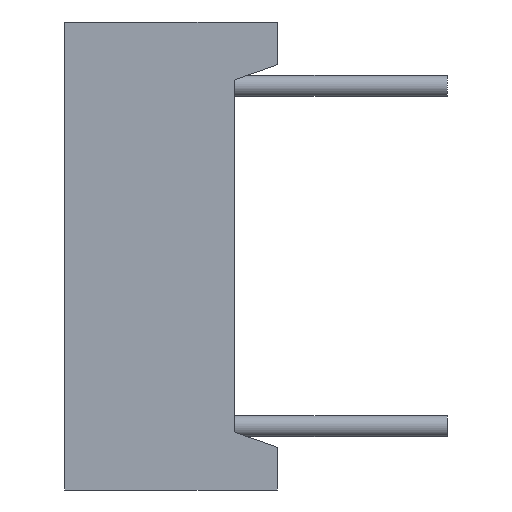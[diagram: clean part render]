
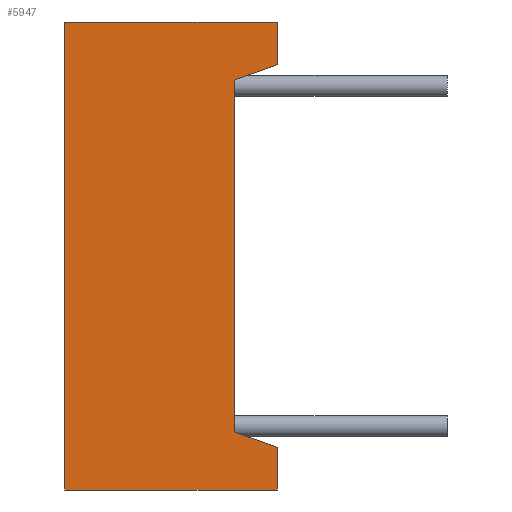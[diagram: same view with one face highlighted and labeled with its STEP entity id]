
A CAD part, left-side view. The second image highlights one B-rep face of the part: STEP entity #5947.
In plain terms, the highlighted planar face has unit normal (-1, 0, 0).
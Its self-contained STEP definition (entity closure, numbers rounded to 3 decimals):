
#1437 = EDGE_LOOP ( 'NONE', ( #4692, #4693, #4694, #4690, #4695, #4696, #4697, #4698 ) ) ;
#4279 = EDGE_CURVE ( 'NONE', #7309, #7306, #13089, .T. ) ;
#4378 = EDGE_CURVE ( 'NONE', #7405, #7404, #13386, .T. ) ;
#4383 = EDGE_CURVE ( 'NONE', #7126, #7404, #13401, .T. ) ;
#4387 = EDGE_CURVE ( 'NONE', #7412, #7411, #13413, .T. ) ;
#4392 = EDGE_CURVE ( 'NONE', #7412, #7125, #13428, .T. ) ;
#4393 = EDGE_CURVE ( 'NONE', #7411, #7306, #13431, .T. ) ;
#4394 = EDGE_CURVE ( 'NONE', #7405, #7309, #13434, .T. ) ;
#4690 = ORIENTED_EDGE ( 'NONE', *, *, #4392, .F. ) ;
#4692 = ORIENTED_EDGE ( 'NONE', *, *, #4378, .T. ) ;
#4693 = ORIENTED_EDGE ( 'NONE', *, *, #4383, .F. ) ;
#4694 = ORIENTED_EDGE ( 'NONE', *, *, #20863, .F. ) ;
#4695 = ORIENTED_EDGE ( 'NONE', *, *, #4387, .T. ) ;
#4696 = ORIENTED_EDGE ( 'NONE', *, *, #4393, .T. ) ;
#4697 = ORIENTED_EDGE ( 'NONE', *, *, #4279, .F. ) ;
#4698 = ORIENTED_EDGE ( 'NONE', *, *, #4394, .F. ) ;
#5947 = ADVANCED_FACE ( 'NONE', ( #15426 ), #14971, .T. ) ;
#7125 = VERTEX_POINT ( 'NONE', #16374 ) ;
#7126 = VERTEX_POINT ( 'NONE', #16375 ) ;
#7306 = VERTEX_POINT ( 'NONE', #16555 ) ;
#7309 = VERTEX_POINT ( 'NONE', #16558 ) ;
#7404 = VERTEX_POINT ( 'NONE', #16653 ) ;
#7405 = VERTEX_POINT ( 'NONE', #16654 ) ;
#7411 = VERTEX_POINT ( 'NONE', #16660 ) ;
#7412 = VERTEX_POINT ( 'NONE', #16661 ) ;
#13089 = LINE ( 'NONE', #13090, #13843 ) ;
#13090 = CARTESIAN_POINT ( 'NONE',  ( -18., 0., 0. ) ) ;
#13091 = DIRECTION ( 'NONE',  ( 0., 0., 1. ) ) ;
#13386 = LINE ( 'NONE', #13387, #13941 ) ;
#13387 = CARTESIAN_POINT ( 'NONE',  ( -18., -5., 0. ) ) ;
#13388 = DIRECTION ( 'NONE',  ( 0., 0., 1. ) ) ;
#13401 = LINE ( 'NONE', #13402, #13946 ) ;
#13402 = CARTESIAN_POINT ( 'NONE',  ( -18., -4.412, -4.286 ) ) ;
#13403 = DIRECTION ( 'NONE',  ( 0., -0.94, -0.342 ) ) ;
#13413 = LINE ( 'NONE', #13414, #13950 ) ;
#13414 = CARTESIAN_POINT ( 'NONE',  ( -18., -5., 0. ) ) ;
#13415 = DIRECTION ( 'NONE',  ( 0., 0., 1. ) ) ;
#13428 = LINE ( 'NONE', #13429, #13955 ) ;
#13429 = CARTESIAN_POINT ( 'NONE',  ( -18., 1.72, 2.054 ) ) ;
#13430 = DIRECTION ( 'NONE',  ( 0., 0.94, -0.342 ) ) ;
#13431 = LINE ( 'NONE', #13432, #13956 ) ;
#13432 = CARTESIAN_POINT ( 'NONE',  ( -18., -5., 5.5 ) ) ;
#13433 = DIRECTION ( 'NONE',  ( 0., 1., 0. ) ) ;
#13434 = LINE ( 'NONE', #13435, #13957 ) ;
#13435 = CARTESIAN_POINT ( 'NONE',  ( -18., -5., -5.5 ) ) ;
#13436 = DIRECTION ( 'NONE',  ( 0., 1., 0. ) ) ;
#13843 = VECTOR ( 'NONE', #13091, 1000. ) ;
#13941 = VECTOR ( 'NONE', #13388, 1000. ) ;
#13946 = VECTOR ( 'NONE', #13403, 1000. ) ;
#13950 = VECTOR ( 'NONE', #13415, 1000. ) ;
#13955 = VECTOR ( 'NONE', #13430, 1000. ) ;
#13956 = VECTOR ( 'NONE', #13433, 1000. ) ;
#13957 = VECTOR ( 'NONE', #13436, 1000. ) ;
#14971 = PLANE ( 'NONE',  #15432 ) ;
#14972 = CARTESIAN_POINT ( 'NONE',  ( -18., -5., 0. ) ) ;
#14973 = DIRECTION ( 'NONE',  ( -1., 0., 0. ) ) ;
#14974 = DIRECTION ( 'NONE',  ( 0., 0., 1. ) ) ;
#15426 = FACE_OUTER_BOUND ( 'NONE', #1437, .T. ) ;
#15432 = AXIS2_PLACEMENT_3D ( 'NONE', #14972, #14973, #14974 ) ;
#16374 = CARTESIAN_POINT ( 'NONE',  ( -18., -4., 4.136 ) ) ;
#16375 = CARTESIAN_POINT ( 'NONE',  ( -18., -4., -4.136 ) ) ;
#16555 = CARTESIAN_POINT ( 'NONE',  ( -18., 0., 5.5 ) ) ;
#16558 = CARTESIAN_POINT ( 'NONE',  ( -18., 0., -5.5 ) ) ;
#16653 = CARTESIAN_POINT ( 'NONE',  ( -18., -5., -4.5 ) ) ;
#16654 = CARTESIAN_POINT ( 'NONE',  ( -18., -5., -5.5 ) ) ;
#16660 = CARTESIAN_POINT ( 'NONE',  ( -18., -5., 5.5 ) ) ;
#16661 = CARTESIAN_POINT ( 'NONE',  ( -18., -5., 4.5 ) ) ;
#17558 = LINE ( 'NONE', #17559, #18319 ) ;
#17559 = CARTESIAN_POINT ( 'NONE',  ( -18., -4., -9.54 ) ) ;
#17560 = DIRECTION ( 'NONE',  ( 0., 0., -1. ) ) ;
#18319 = VECTOR ( 'NONE', #17560, 1000. ) ;
#20863 = EDGE_CURVE ( 'NONE', #7125, #7126, #17558, .T. ) ;
